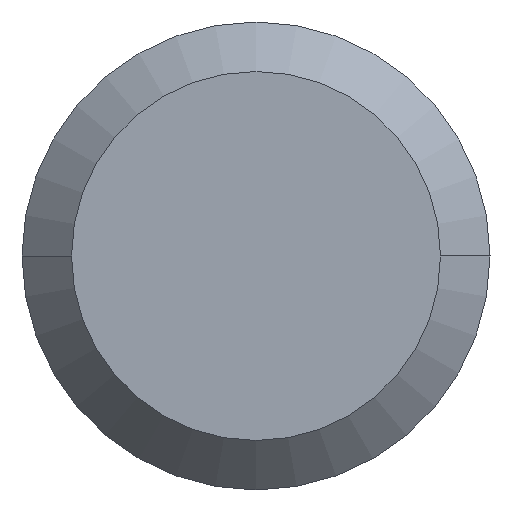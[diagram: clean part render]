
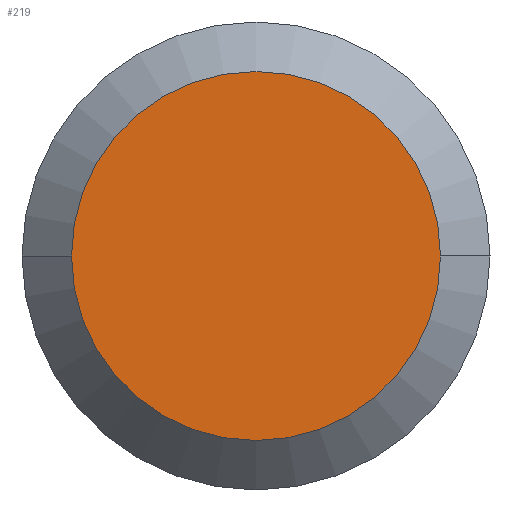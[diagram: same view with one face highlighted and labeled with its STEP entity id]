
A CAD part, left-side view. The second image highlights one B-rep face of the part: STEP entity #219.
In plain terms, the highlighted planar face has unit normal (-1, 0, 0).
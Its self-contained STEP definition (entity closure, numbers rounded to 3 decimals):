
#13 = CARTESIAN_POINT ( 'NONE',  ( 0., 2.365, 0. ) ) ;
#37 = AXIS2_PLACEMENT_3D ( 'NONE', #65, #293, #70 ) ;
#39 = DIRECTION ( 'NONE',  ( -1., 0., 0. ) ) ;
#59 = FACE_OUTER_BOUND ( 'NONE', #195, .T. ) ;
#65 = CARTESIAN_POINT ( 'NONE',  ( 0., 0., 0. ) ) ;
#70 = DIRECTION ( 'NONE',  ( 0., 1., 0. ) ) ;
#72 = EDGE_CURVE ( 'NONE', #223, #126, #212, .T. ) ;
#121 = EDGE_CURVE ( 'NONE', #126, #223, #259, .T. ) ;
#126 = VERTEX_POINT ( 'NONE', #242 ) ;
#140 = DIRECTION ( 'NONE',  ( 0., -1., 0. ) ) ;
#168 = AXIS2_PLACEMENT_3D ( 'NONE', #362, #205, #304 ) ;
#184 = ORIENTED_EDGE ( 'NONE', *, *, #121, .F. ) ;
#195 = EDGE_LOOP ( 'NONE', ( #314, #184 ) ) ;
#205 = DIRECTION ( 'NONE',  ( 1., 0., 0. ) ) ;
#212 = CIRCLE ( 'NONE', #37, 2.365 ) ;
#219 = ADVANCED_FACE ( 'NONE', ( #59 ), #298, .T. ) ;
#223 = VERTEX_POINT ( 'NONE', #13 ) ;
#242 = CARTESIAN_POINT ( 'NONE',  ( 0., -2.365, 0. ) ) ;
#259 = CIRCLE ( 'NONE', #168, 2.365 ) ;
#292 = AXIS2_PLACEMENT_3D ( 'NONE', #330, #39, #140 ) ;
#293 = DIRECTION ( 'NONE',  ( 1., 0., 0. ) ) ;
#298 = PLANE ( 'NONE',  #292 ) ;
#304 = DIRECTION ( 'NONE',  ( 0., 1., 0. ) ) ;
#314 = ORIENTED_EDGE ( 'NONE', *, *, #72, .F. ) ;
#330 = CARTESIAN_POINT ( 'NONE',  ( 0., 0., 0. ) ) ;
#362 = CARTESIAN_POINT ( 'NONE',  ( 0., 0., 0. ) ) ;
